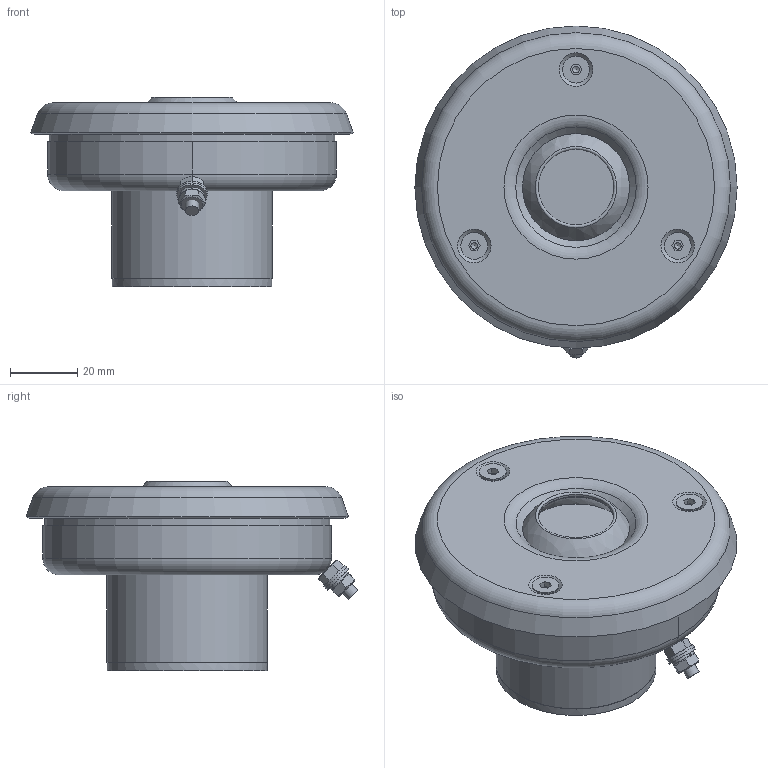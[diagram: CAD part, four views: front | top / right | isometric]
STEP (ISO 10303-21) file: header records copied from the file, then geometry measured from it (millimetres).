
FILE_DESCRIPTION (( 'STEP AP203' ), '1' );
FILE_NAME ('ÔÏ.091.6.000.00.000 - Ôîðñóíêà ïîäà÷è âîäû ñòåíîâàÿ 1 1_2 (íàðóæí.) (ïëåíêà) (Àíèìàöèÿ).STEP', '2025-01-10T13:30:14', ( '' ), ( '' ), 'SwSTEP 2.0', 'SolidWorks 2022', '' );
FILE_SCHEMA (( 'CONFIG_CONTROL_DESIGN' ));
Length unit declared in the file: millimetre
Products named in the file (1): ФП.091.6.000.00.000 - Форсунка подачи воды стеновая 1 1_2 (наружн.) (пленка) (Анимация)
Bounding box: 96 x 98.85 x 56.34 mm (x, y, z)
Volume: 181144.5 mm3; surface area: 43689.4 mm2
Topology: 6 solids, 13 shells, 269 faces, 599 edges, 378 vertices
Faces by surface type: plane 149, cylinder 53, cone 47, torus 17, sphere 3
Full cylindrical faces by diameter (mm): 3.3 x1, 4 x4, 4.02 x6, 4.3 x2, 5 x3, 6 x9, 7 x6, 8 x3, 9 x2, 11.57 x6, 22.5 x1, 44 x1, 47 x1, 47.6 x1, 47.803 x1, 85 x1, 87 x1
Entity records: 6761 total; most frequent: CARTESIAN_POINT 1347, DIRECTION 1144, ORIENTED_EDGE 888, AXIS2_PLACEMENT_3D 461, EDGE_CURVE 444, EDGE_LOOP 422, FACE_OUTER_BOUND 336, VERTEX_POINT 328
